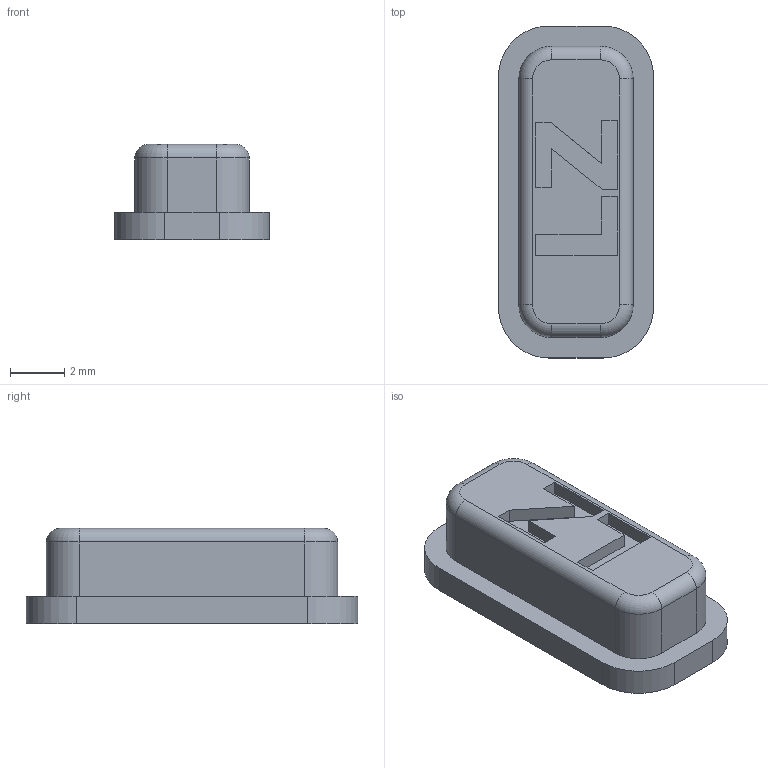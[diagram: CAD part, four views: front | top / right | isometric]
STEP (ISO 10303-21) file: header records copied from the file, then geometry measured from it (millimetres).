
FILE_DESCRIPTION(/* description */ (''),/* implementation_level */ '2;1');
FILE_NAME(/* name */ 'LZ.step',/* time_stamp */ '2025-05-16T22:43:57+02:00',/* author */ (''),/* organization */ (''),/* preprocessor_version */ 'ST-DEVELOPER v20.1',/* originating_system */ 'Autodesk Translation Framework v14.4.0.0',/* authorisation */ '');
FILE_SCHEMA (('AUTOMOTIVE_DESIGN { 1 0 10303 214 3 1 1 }'));
Length unit declared in the file: millimetre
Products named in the file (1): Xii-Boy Ultra
Bounding box: 5.7 x 12.2 x 3.5 mm (x, y, z)
Volume: 170.6 mm3; surface area: 241.7 mm2
Topology: 1 solids, 1 shells, 45 faces, 112 edges, 72 vertices
Faces by surface type: plane 29, cylinder 12, torus 4
Entity records: 1599 total; most frequent: DIRECTION 232, CARTESIAN_POINT 230, ORIENTED_EDGE 224, EDGE_CURVE 112, LINE 84, VECTOR 84, AXIS2_PLACEMENT_3D 74, VERTEX_POINT 72
